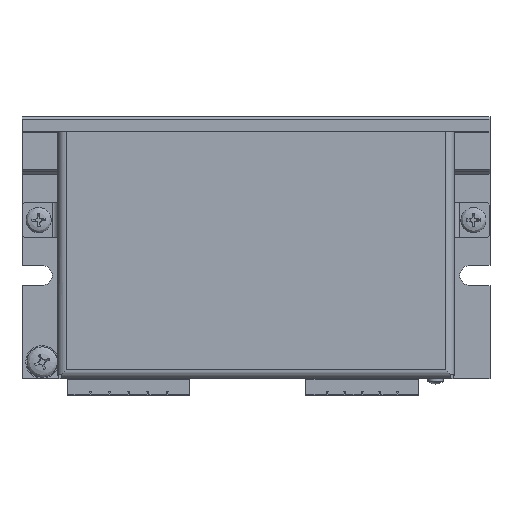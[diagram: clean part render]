
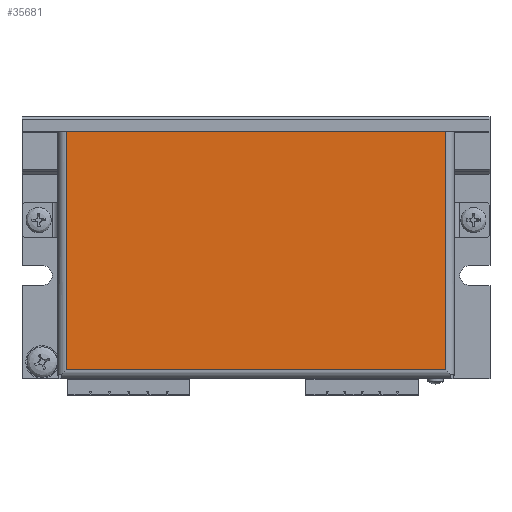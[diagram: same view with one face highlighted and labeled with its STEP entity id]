
A CAD part, top view. The second image highlights one B-rep face of the part: STEP entity #35681.
In plain terms, the highlighted planar face has unit normal (0, 0, 1).
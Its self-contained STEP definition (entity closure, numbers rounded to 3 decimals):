
#4965=LINE('',#73035,#8673);
#4979=LINE('',#73072,#8687);
#4980=LINE('',#73074,#8688);
#4981=LINE('',#73076,#8689);
#8673=VECTOR('',#56543,1000.);
#8687=VECTOR('',#56599,1000.);
#8688=VECTOR('',#56600,1000.);
#8689=VECTOR('',#56601,1000.);
#18357=ORIENTED_EDGE('',*,*,#23452,.T.);
#18358=ORIENTED_EDGE('',*,*,#23470,.T.);
#18359=ORIENTED_EDGE('',*,*,#23471,.T.);
#18360=ORIENTED_EDGE('',*,*,#23472,.T.);
#23452=EDGE_CURVE('',#26745,#26760,#4965,.T.);
#23470=EDGE_CURVE('',#26760,#26763,#4979,.T.);
#23471=EDGE_CURVE('',#26763,#26764,#4980,.T.);
#23472=EDGE_CURVE('',#26764,#26745,#4981,.T.);
#26745=VERTEX_POINT('',#72997);
#26760=VERTEX_POINT('',#73034);
#26763=VERTEX_POINT('',#73073);
#26764=VERTEX_POINT('',#73075);
#29839=EDGE_LOOP('',(#18357,#18358,#18359,#18360));
#32262=FACE_BOUND('',#29839,.T.);
#33689=PLANE('',#47780);
#35681=ADVANCED_FACE('',(#32262),#33689,.T.);
#47780=AXIS2_PLACEMENT_3D('',#73071,#56597,#56598);
#56543=DIRECTION('',(1.,0.,0.));
#56597=DIRECTION('',(0.,0.,1.));
#56598=DIRECTION('',(1.,0.,0.));
#56599=DIRECTION('',(0.,1.,0.));
#56600=DIRECTION('',(-1.,0.,0.));
#56601=DIRECTION('',(0.,-1.,0.));
#72997=CARTESIAN_POINT('',(-37.7,-22.8,0.));
#73034=CARTESIAN_POINT('',(37.7,-22.8,0.));
#73035=CARTESIAN_POINT('',(-39.4,-22.8,0.));
#73071=CARTESIAN_POINT('',(0.,0.,0.));
#73072=CARTESIAN_POINT('',(37.7,-22.8,0.));
#73073=CARTESIAN_POINT('',(37.7,24.5,0.));
#73074=CARTESIAN_POINT('',(39.4,24.5,0.));
#73075=CARTESIAN_POINT('',(-37.7,24.5,0.));
#73076=CARTESIAN_POINT('',(-37.7,24.5,0.));
